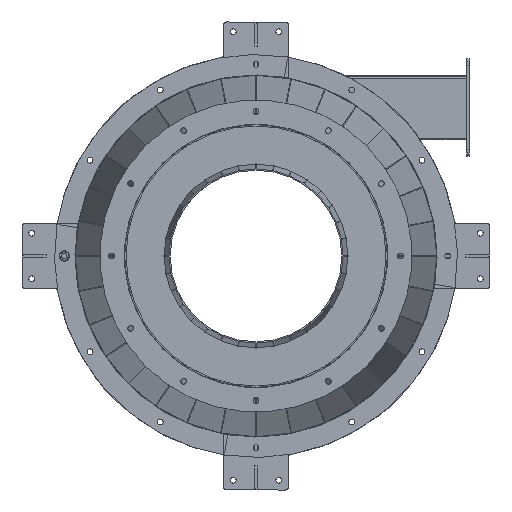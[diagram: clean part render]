
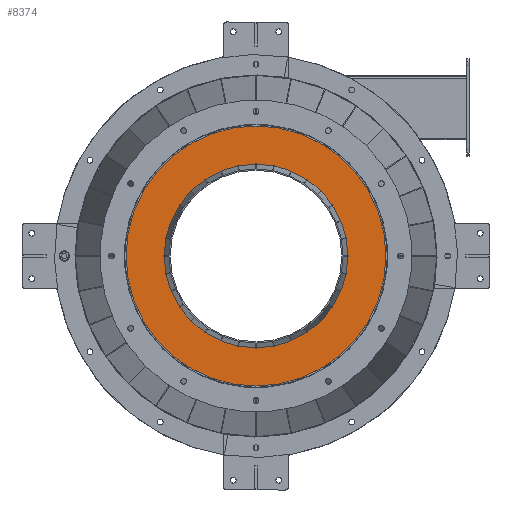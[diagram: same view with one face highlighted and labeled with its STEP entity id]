
A CAD part, front view. The second image highlights one B-rep face of the part: STEP entity #8374.
In plain terms, the highlighted planar face has unit normal (0, -1, 0).
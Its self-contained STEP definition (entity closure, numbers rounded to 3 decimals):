
#116 = VERTEX_POINT ( 'NONE', #662 ) ;
#203 = ORIENTED_EDGE ( 'NONE', *, *, #6019, .T. ) ;
#662 = CARTESIAN_POINT ( 'NONE',  ( 0., 0., 141.2 ) ) ;
#1109 = CARTESIAN_POINT ( 'NONE',  ( 0., 0., 0. ) ) ;
#1208 = VERTEX_POINT ( 'NONE', #10547 ) ;
#1789 = PLANE ( 'NONE',  #3714 ) ;
#1859 = DIRECTION ( 'NONE',  ( 0., 0., 1. ) ) ;
#1981 = DIRECTION ( 'NONE',  ( 0., 1., 0. ) ) ;
#2286 = CARTESIAN_POINT ( 'NONE',  ( 0., 0., 0. ) ) ;
#2621 = DIRECTION ( 'NONE',  ( 0., 1., 0. ) ) ;
#2752 = CARTESIAN_POINT ( 'NONE',  ( 0., 0., 0. ) ) ;
#2840 = AXIS2_PLACEMENT_3D ( 'NONE', #5531, #2621, #9401 ) ;
#2903 = ORIENTED_EDGE ( 'NONE', *, *, #11903, .T. ) ;
#3419 = AXIS2_PLACEMENT_3D ( 'NONE', #2752, #3703, #8695 ) ;
#3703 = DIRECTION ( 'NONE',  ( 0., 1., 0. ) ) ;
#3714 = AXIS2_PLACEMENT_3D ( 'NONE', #5651, #12237, #11282 ) ;
#3968 = AXIS2_PLACEMENT_3D ( 'NONE', #2286, #6838, #5003 ) ;
#4398 = CARTESIAN_POINT ( 'NONE',  ( 0., 0., 200. ) ) ;
#4626 = EDGE_CURVE ( 'NONE', #1208, #7565, #10698, .T. ) ;
#4950 = CARTESIAN_POINT ( 'NONE',  ( 0., 0., -141.2 ) ) ;
#4977 = EDGE_LOOP ( 'NONE', ( #203, #2903 ) ) ;
#5003 = DIRECTION ( 'NONE',  ( 0., 0., 1. ) ) ;
#5531 = CARTESIAN_POINT ( 'NONE',  ( 0., 0., 0. ) ) ;
#5651 = CARTESIAN_POINT ( 'NONE',  ( 0., 0., 0. ) ) ;
#5935 = EDGE_CURVE ( 'NONE', #7565, #1208, #8300, .T. ) ;
#6019 = EDGE_CURVE ( 'NONE', #8447, #116, #10920, .T. ) ;
#6680 = ORIENTED_EDGE ( 'NONE', *, *, #5935, .F. ) ;
#6838 = DIRECTION ( 'NONE',  ( 0., 1., 0. ) ) ;
#7565 = VERTEX_POINT ( 'NONE', #4398 ) ;
#7810 = CIRCLE ( 'NONE', #3968, 141.2 ) ;
#8300 = CIRCLE ( 'NONE', #2840, 200. ) ;
#8374 = ADVANCED_FACE ( 'NONE', ( #9338, #10590 ), #1789, .F. ) ;
#8447 = VERTEX_POINT ( 'NONE', #4950 ) ;
#8486 = AXIS2_PLACEMENT_3D ( 'NONE', #1109, #1981, #1859 ) ;
#8695 = DIRECTION ( 'NONE',  ( 0., 0., 1. ) ) ;
#8757 = EDGE_LOOP ( 'NONE', ( #10119, #6680 ) ) ;
#9338 = FACE_OUTER_BOUND ( 'NONE', #8757, .T. ) ;
#9401 = DIRECTION ( 'NONE',  ( 0., 0., 1. ) ) ;
#10119 = ORIENTED_EDGE ( 'NONE', *, *, #4626, .F. ) ;
#10547 = CARTESIAN_POINT ( 'NONE',  ( 0., 0., -200. ) ) ;
#10590 = FACE_BOUND ( 'NONE', #4977, .T. ) ;
#10698 = CIRCLE ( 'NONE', #3419, 200. ) ;
#10920 = CIRCLE ( 'NONE', #8486, 141.2 ) ;
#11282 = DIRECTION ( 'NONE',  ( 0., 0., 1. ) ) ;
#11903 = EDGE_CURVE ( 'NONE', #116, #8447, #7810, .T. ) ;
#12237 = DIRECTION ( 'NONE',  ( 0., 1., 0. ) ) ;
